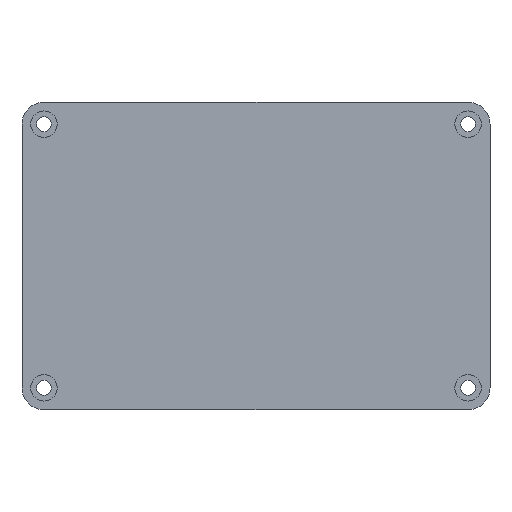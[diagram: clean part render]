
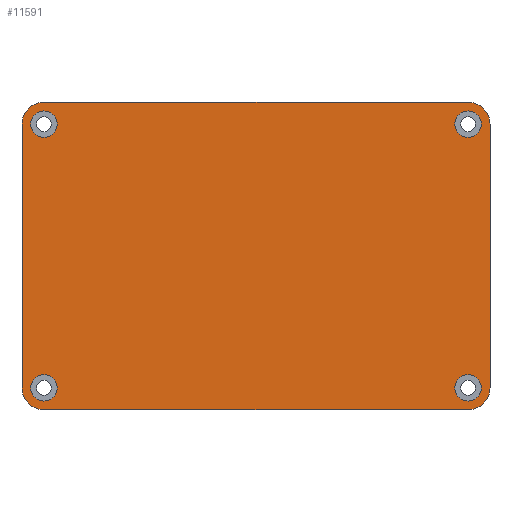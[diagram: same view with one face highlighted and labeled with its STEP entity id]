
A CAD part, front view. The second image highlights one B-rep face of the part: STEP entity #11591.
In plain terms, the highlighted planar face has unit normal (0, -1, 0).
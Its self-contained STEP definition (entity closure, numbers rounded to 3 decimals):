
#20=CIRCLE('',#11842,5.);
#28=CIRCLE('',#11853,5.);
#29=CIRCLE('',#11856,5.);
#30=CIRCLE('',#11859,5.);
#32=CIRCLE('',#11870,3.);
#34=CIRCLE('',#11873,3.);
#36=CIRCLE('',#11876,3.);
#38=CIRCLE('',#11879,3.);
#102=FACE_BOUND('',#2494,.T.);
#103=FACE_BOUND('',#2495,.T.);
#104=FACE_BOUND('',#2496,.T.);
#105=FACE_BOUND('',#2497,.T.);
#1824=FACE_OUTER_BOUND('',#2493,.T.);
#2493=EDGE_LOOP('',(#10699,#10700,#10701,#10702,#10703,#10704,#10705,#10706));
#2494=EDGE_LOOP('',(#10707));
#2495=EDGE_LOOP('',(#10708));
#2496=EDGE_LOOP('',(#10709));
#2497=EDGE_LOOP('',(#10710));
#3435=LINE('',#23028,#4396);
#3448=LINE('',#23069,#4409);
#3451=LINE('',#23077,#4412);
#3453=LINE('',#23083,#4414);
#4396=VECTOR('',#13282,10.);
#4409=VECTOR('',#13317,10.);
#4412=VECTOR('',#13326,10.);
#4414=VECTOR('',#13334,10.);
#5536=VERTEX_POINT('',#23010);
#5537=VERTEX_POINT('',#23012);
#5543=VERTEX_POINT('',#23026);
#5559=VERTEX_POINT('',#23063);
#5560=VERTEX_POINT('',#23067);
#5561=VERTEX_POINT('',#23071);
#5562=VERTEX_POINT('',#23075);
#5563=VERTEX_POINT('',#23079);
#5567=VERTEX_POINT('',#23105);
#5569=VERTEX_POINT('',#23111);
#5571=VERTEX_POINT('',#23117);
#5573=VERTEX_POINT('',#23123);
#7231=EDGE_CURVE('',#5536,#5537,#20,.T.);
#7239=EDGE_CURVE('',#5543,#5536,#3435,.T.);
#7258=EDGE_CURVE('',#5559,#5543,#28,.T.);
#7260=EDGE_CURVE('',#5560,#5559,#3448,.T.);
#7262=EDGE_CURVE('',#5561,#5560,#29,.T.);
#7264=EDGE_CURVE('',#5562,#5561,#3451,.T.);
#7266=EDGE_CURVE('',#5563,#5562,#30,.T.);
#7267=EDGE_CURVE('',#5537,#5563,#3453,.T.);
#7279=EDGE_CURVE('',#5567,#5567,#32,.T.);
#7282=EDGE_CURVE('',#5569,#5569,#34,.T.);
#7285=EDGE_CURVE('',#5571,#5571,#36,.T.);
#7288=EDGE_CURVE('',#5573,#5573,#38,.T.);
#10699=ORIENTED_EDGE('',*,*,#7231,.F.);
#10700=ORIENTED_EDGE('',*,*,#7239,.F.);
#10701=ORIENTED_EDGE('',*,*,#7258,.F.);
#10702=ORIENTED_EDGE('',*,*,#7260,.F.);
#10703=ORIENTED_EDGE('',*,*,#7262,.F.);
#10704=ORIENTED_EDGE('',*,*,#7264,.F.);
#10705=ORIENTED_EDGE('',*,*,#7266,.F.);
#10706=ORIENTED_EDGE('',*,*,#7267,.F.);
#10707=ORIENTED_EDGE('',*,*,#7282,.F.);
#10708=ORIENTED_EDGE('',*,*,#7279,.F.);
#10709=ORIENTED_EDGE('',*,*,#7288,.F.);
#10710=ORIENTED_EDGE('',*,*,#7285,.F.);
#10973=PLANE('',#11881);
#11591=ADVANCED_FACE('',(#1824,#102,#103,#104,#105),#10973,.F.);
#11842=AXIS2_PLACEMENT_3D('',#23013,#13271,#13272);
#11853=AXIS2_PLACEMENT_3D('',#23065,#13312,#13313);
#11856=AXIS2_PLACEMENT_3D('',#23073,#13321,#13322);
#11859=AXIS2_PLACEMENT_3D('',#23081,#13330,#13331);
#11870=AXIS2_PLACEMENT_3D('',#23107,#13363,#13364);
#11873=AXIS2_PLACEMENT_3D('',#23113,#13370,#13371);
#11876=AXIS2_PLACEMENT_3D('',#23119,#13377,#13378);
#11879=AXIS2_PLACEMENT_3D('',#23125,#13384,#13385);
#11881=AXIS2_PLACEMENT_3D('',#23127,#13388,#13389);
#13271=DIRECTION('center_axis',(0.,1.,0.));
#13272=DIRECTION('ref_axis',(-0.707,0.,-0.707));
#13282=DIRECTION('',(-1.,0.,0.));
#13312=DIRECTION('center_axis',(0.,1.,0.));
#13313=DIRECTION('ref_axis',(0.707,0.,-0.707));
#13317=DIRECTION('',(0.,0.,-1.));
#13321=DIRECTION('center_axis',(0.,1.,0.));
#13322=DIRECTION('ref_axis',(0.707,0.,0.707));
#13326=DIRECTION('',(1.,0.,0.));
#13330=DIRECTION('center_axis',(0.,1.,0.));
#13331=DIRECTION('ref_axis',(-0.707,0.,0.707));
#13334=DIRECTION('',(0.,0.,1.));
#13363=DIRECTION('center_axis',(0.,-1.,0.));
#13364=DIRECTION('ref_axis',(1.,0.,0.));
#13370=DIRECTION('center_axis',(0.,-1.,0.));
#13371=DIRECTION('ref_axis',(1.,0.,0.));
#13377=DIRECTION('center_axis',(0.,-1.,0.));
#13378=DIRECTION('ref_axis',(1.,0.,0.));
#13384=DIRECTION('center_axis',(0.,-1.,0.));
#13385=DIRECTION('ref_axis',(1.,0.,0.));
#13388=DIRECTION('center_axis',(0.,1.,0.));
#13389=DIRECTION('ref_axis',(1.,0.,0.));
#23010=CARTESIAN_POINT('',(-35.,0.,39.95));
#23012=CARTESIAN_POINT('',(-40.,0.,44.95));
#23013=CARTESIAN_POINT('Origin',(-35.,0.,44.95));
#23026=CARTESIAN_POINT('',(61.55,0.,39.95));
#23028=CARTESIAN_POINT('',(66.55,0.,39.95));
#23063=CARTESIAN_POINT('',(66.55,0.,44.95));
#23065=CARTESIAN_POINT('Origin',(61.55,0.,44.95));
#23067=CARTESIAN_POINT('',(66.55,0.,105.));
#23069=CARTESIAN_POINT('',(66.55,0.,110.));
#23071=CARTESIAN_POINT('',(61.55,0.,110.));
#23073=CARTESIAN_POINT('Origin',(61.55,0.,105.));
#23075=CARTESIAN_POINT('',(-35.,0.,110.));
#23077=CARTESIAN_POINT('',(-40.,0.,110.));
#23079=CARTESIAN_POINT('',(-40.,0.,105.));
#23081=CARTESIAN_POINT('Origin',(-35.,0.,105.));
#23083=CARTESIAN_POINT('',(-40.,0.,39.95));
#23105=CARTESIAN_POINT('',(58.55,0.,105.));
#23107=CARTESIAN_POINT('Origin',(61.55,0.,105.));
#23111=CARTESIAN_POINT('',(-38.,0.,105.));
#23113=CARTESIAN_POINT('Origin',(-35.,0.,105.));
#23117=CARTESIAN_POINT('',(-38.,0.,44.95));
#23119=CARTESIAN_POINT('Origin',(-35.,0.,44.95));
#23123=CARTESIAN_POINT('',(58.55,0.,44.95));
#23125=CARTESIAN_POINT('Origin',(61.55,0.,44.95));
#23127=CARTESIAN_POINT('Origin',(13.275,0.,74.975));
